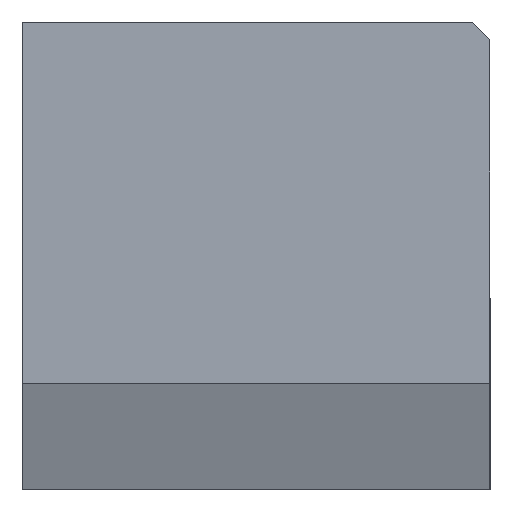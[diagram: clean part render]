
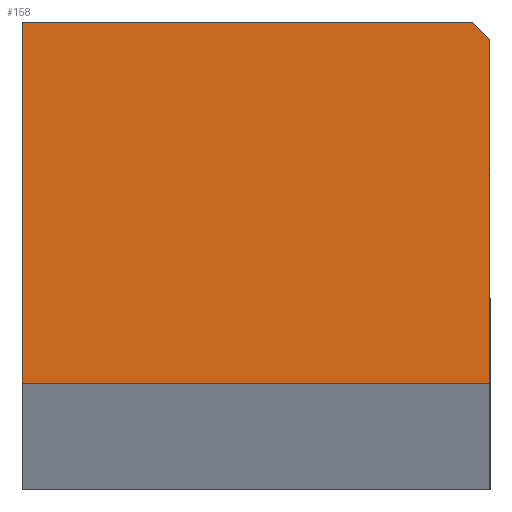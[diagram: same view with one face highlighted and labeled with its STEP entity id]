
A CAD part, left-side view. The second image highlights one B-rep face of the part: STEP entity #158.
In plain terms, the highlighted planar face has unit normal (-1, 0, 0).
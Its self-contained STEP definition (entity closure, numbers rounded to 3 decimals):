
#158=ADVANCED_FACE('NONE',(#373),#374,.F.);
#373=FACE_OUTER_BOUND('',#642,.T.);
#374=PLANE('',#643);
#642=EDGE_LOOP('',(#1181,#1182,#1183,#1184,#1185));
#643=AXIS2_PLACEMENT_3D('',#1186,#1187,#1188);
#1181=ORIENTED_EDGE('',*,*,#1697,.F.);
#1182=ORIENTED_EDGE('',*,*,#1929,.T.);
#1183=ORIENTED_EDGE('',*,*,#1930,.F.);
#1184=ORIENTED_EDGE('',*,*,#1860,.T.);
#1185=ORIENTED_EDGE('',*,*,#1931,.F.);
#1186=CARTESIAN_POINT('',(0.0,0.0,79.0));
#1187=DIRECTION('',(1.0,0.0,0.0));
#1188=DIRECTION('',(0.0,1.0,-0.0));
#1697=EDGE_CURVE('NONE',#2041,#2043,#2044,.T.);
#1860=EDGE_CURVE('NONE',#2368,#2366,#2369,.T.);
#1929=EDGE_CURVE('NONE',#2041,#2441,#2442,.T.);
#1930=EDGE_CURVE('NONE',#2368,#2441,#2443,.T.);
#1931=EDGE_CURVE('NONE',#2043,#2366,#2444,.T.);
#2041=VERTEX_POINT('NONE',#2555);
#2043=VERTEX_POINT('NONE',#2558);
#2044=LINE('',#2559,#2560);
#2366=VERTEX_POINT('NONE',#3042);
#2368=VERTEX_POINT('NONE',#3045);
#2369=LINE('',#3046,#3047);
#2441=VERTEX_POINT('NONE',#3165);
#2442=LINE('',#3166,#3167);
#2443=LINE('',#3168,#3169);
#2444=LINE('',#3170,#3171);
#2555=CARTESIAN_POINT('',(0.0,0.,76.0));
#2558=CARTESIAN_POINT('',(0.0,0.0,18.));
#2559=CARTESIAN_POINT('',(0.0,0.0,79.0));
#2560=VECTOR('',#3320,1000.0);
#3042=CARTESIAN_POINT('',(0.0,79.0,18.));
#3045=CARTESIAN_POINT('',(0.0,79.0,79.0));
#3046=CARTESIAN_POINT('',(0.0,79.0,79.0));
#3047=VECTOR('',#3482,1000.0);
#3165=CARTESIAN_POINT('',(0.0,3.0,79.0));
#3166=CARTESIAN_POINT('',(0.0,3.0,79.0));
#3167=VECTOR('',#3529,1000.0);
#3168=CARTESIAN_POINT('',(0.0,0.0,79.0));
#3169=VECTOR('',#3530,1000.0);
#3170=CARTESIAN_POINT('',(0.0,0.0,18.));
#3171=VECTOR('',#3531,1000.0);
#3320=DIRECTION('',(-0.0,-0.0,-1.0));
#3482=DIRECTION('',(-0.0,-0.0,-1.0));
#3529=DIRECTION('',(-0.0,0.707,0.707));
#3530=DIRECTION('',(-0.0,-1.0,-0.0));
#3531=DIRECTION('',(0.0,1.0,0.0));
